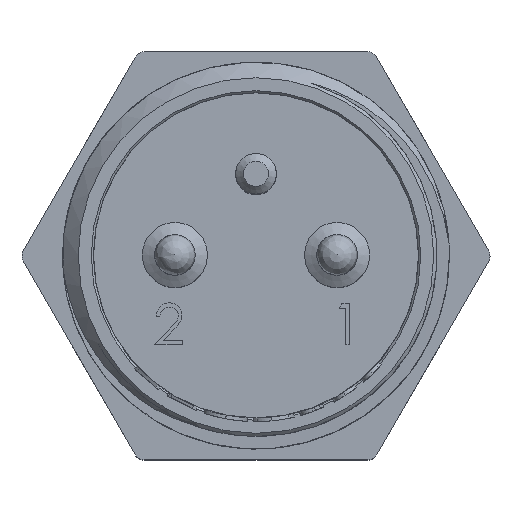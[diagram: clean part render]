
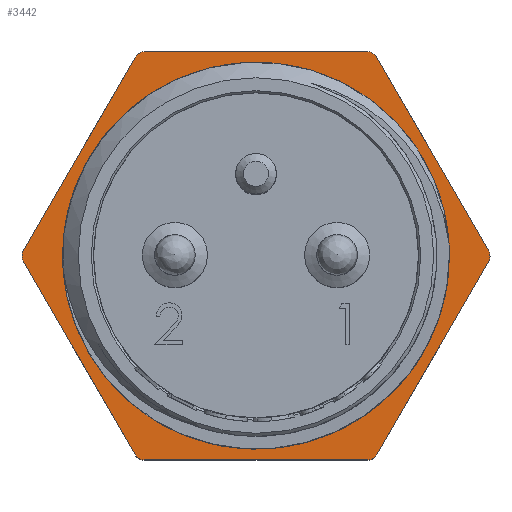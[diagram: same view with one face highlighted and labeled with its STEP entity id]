
A CAD part, top view. The second image highlights one B-rep face of the part: STEP entity #3442.
In plain terms, the highlighted planar face has unit normal (0, 0, 1).
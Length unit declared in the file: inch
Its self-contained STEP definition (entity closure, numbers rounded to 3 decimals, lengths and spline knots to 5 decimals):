
#112=LINE($,#5207,#289);
#114=LINE($,#5211,#291);
#117=LINE($,#5217,#294);
#120=LINE($,#5223,#297);
#123=LINE($,#5229,#300);
#125=LINE($,#5234,#302);
#289=VECTOR($,#4178,0.43013);
#291=VECTOR($,#4182,0.43013);
#294=VECTOR($,#4187,0.43013);
#297=VECTOR($,#4192,0.43013);
#300=VECTOR($,#4197,0.43013);
#302=VECTOR($,#4201,0.43013);
#709=PLANE($,#3753);
#865=FACE_BOUND($,#1254,.T.);
#970=FACE_OUTER_BOUND($,#1253,.T.);
#1253=EDGE_LOOP($,(#2590,#2591,#2592,#2593,#2594,#2595,#2596,#2597,#2598,
#2599,#2600,#2601));
#1254=EDGE_LOOP($,(#2602));
#1450=CIRCLE($,#3636,0.02);
#1472=CIRCLE($,#3669,0.363);
#1508=CIRCLE($,#3754,0.02);
#1509=CIRCLE($,#3755,0.02);
#1510=CIRCLE($,#3756,0.02);
#1511=CIRCLE($,#3757,0.02);
#1512=CIRCLE($,#3758,0.02);
#1587=VERTEX_POINT($,#4747);
#1588=VERTEX_POINT($,#4749);
#1610=VERTEX_POINT($,#4805);
#1675=VERTEX_POINT($,#5206);
#1676=VERTEX_POINT($,#5210);
#1677=VERTEX_POINT($,#5214);
#1678=VERTEX_POINT($,#5216);
#1679=VERTEX_POINT($,#5220);
#1680=VERTEX_POINT($,#5222);
#1681=VERTEX_POINT($,#5226);
#1682=VERTEX_POINT($,#5228);
#1683=VERTEX_POINT($,#5232);
#1684=VERTEX_POINT($,#5233);
#1937=EDGE_CURVE($,#1588,#1587,#1450,.T.);
#1960=EDGE_CURVE($,#1610,#1610,#1472,.T.);
#2030=EDGE_CURVE($,#1587,#1675,#112,.T.);
#2032=EDGE_CURVE($,#1676,#1588,#114,.T.);
#2035=EDGE_CURVE($,#1678,#1677,#117,.T.);
#2038=EDGE_CURVE($,#1680,#1679,#120,.T.);
#2041=EDGE_CURVE($,#1682,#1681,#123,.T.);
#2043=EDGE_CURVE($,#1683,#1684,#125,.T.);
#2046=EDGE_CURVE($,#1675,#1683,#1508,.T.);
#2047=EDGE_CURVE($,#1684,#1682,#1509,.T.);
#2048=EDGE_CURVE($,#1681,#1680,#1510,.T.);
#2049=EDGE_CURVE($,#1679,#1678,#1511,.T.);
#2050=EDGE_CURVE($,#1677,#1676,#1512,.T.);
#2590=ORIENTED_EDGE($,*,*,#2032,.T.);
#2591=ORIENTED_EDGE($,*,*,#1937,.T.);
#2592=ORIENTED_EDGE($,*,*,#2030,.T.);
#2593=ORIENTED_EDGE($,*,*,#2046,.T.);
#2594=ORIENTED_EDGE($,*,*,#2043,.T.);
#2595=ORIENTED_EDGE($,*,*,#2047,.T.);
#2596=ORIENTED_EDGE($,*,*,#2041,.T.);
#2597=ORIENTED_EDGE($,*,*,#2048,.T.);
#2598=ORIENTED_EDGE($,*,*,#2038,.T.);
#2599=ORIENTED_EDGE($,*,*,#2049,.T.);
#2600=ORIENTED_EDGE($,*,*,#2035,.T.);
#2601=ORIENTED_EDGE($,*,*,#2050,.T.);
#2602=ORIENTED_EDGE($,*,*,#1960,.T.);
#3442=ADVANCED_FACE($,(#970,#865),#709,.T.);
#3636=AXIS2_PLACEMENT_3D($,#4750,#3967,#3968);
#3669=AXIS2_PLACEMENT_3D($,#4806,#4034,#4035);
#3753=AXIS2_PLACEMENT_3D($,#5244,#4218,#4219);
#3754=AXIS2_PLACEMENT_3D($,#5245,#4220,#4221);
#3755=AXIS2_PLACEMENT_3D($,#5246,#4222,#4223);
#3756=AXIS2_PLACEMENT_3D($,#5247,#4224,#4225);
#3757=AXIS2_PLACEMENT_3D($,#5248,#4226,#4227);
#3758=AXIS2_PLACEMENT_3D($,#5249,#4228,#4229);
#3967=DIRECTION('center_axis',(0.,0.,1.));
#3968=DIRECTION('ref_axis',(1.,0.,0.));
#4034=DIRECTION('center_axis',(0.,0.,-1.));
#4035=DIRECTION('ref_axis',(1.,0.,0.));
#4178=DIRECTION($,(-0.5,0.866,0.));
#4182=DIRECTION($,(0.5,0.866,0.));
#4187=DIRECTION($,(1.,0.,0.));
#4192=DIRECTION($,(0.5,-0.866,0.));
#4197=DIRECTION($,(-0.5,-0.866,0.));
#4201=DIRECTION($,(-1.,0.,0.));
#4218=DIRECTION('center_axis',(0.,0.,1.));
#4219=DIRECTION('ref_axis',(1.,0.,0.));
#4220=DIRECTION('center_axis',(0.,0.,1.));
#4221=DIRECTION('ref_axis',(1.,0.,0.));
#4222=DIRECTION('center_axis',(0.,0.,1.));
#4223=DIRECTION('ref_axis',(1.,0.,0.));
#4224=DIRECTION('center_axis',(0.,0.,1.));
#4225=DIRECTION('ref_axis',(1.,0.,0.));
#4226=DIRECTION('center_axis',(0.,0.,1.));
#4227=DIRECTION('ref_axis',(1.,0.,0.));
#4228=DIRECTION('center_axis',(0.,0.,1.));
#4229=DIRECTION('ref_axis',(1.,0.,0.));
#4747=CARTESIAN_POINT('',(0.44745,0.01,-0.40469));
#4749=CARTESIAN_POINT('',(0.44745,-0.01,-0.40469));
#4750=CARTESIAN_POINT('Origin',(0.43013,0.,
-0.40469));
#4805=CARTESIAN_POINT('',(0.363,0.,-0.40469));
#4806=CARTESIAN_POINT('Origin',(0.,0.,
-0.40469));
#5206=CARTESIAN_POINT('',(0.23238,0.3825,-0.40469));
#5207=CARTESIAN_POINT($,(0.45322,0.,-0.40469));
#5210=CARTESIAN_POINT('',(0.23238,-0.3825,-0.40469));
#5211=CARTESIAN_POINT($,(0.22661,-0.3925,-0.40469));
#5214=CARTESIAN_POINT('',(0.21506,-0.3925,-0.40469));
#5216=CARTESIAN_POINT('',(-0.21506,-0.3925,-0.40469));
#5217=CARTESIAN_POINT($,(-0.22661,-0.3925,-0.40469));
#5220=CARTESIAN_POINT('',(-0.23238,-0.3825,-0.40469));
#5222=CARTESIAN_POINT('',(-0.44745,-0.01,-0.40469));
#5223=CARTESIAN_POINT($,(-0.45322,0.,-0.40469));
#5226=CARTESIAN_POINT('',(-0.44745,0.01,-0.40469));
#5228=CARTESIAN_POINT('',(-0.23238,0.3825,-0.40469));
#5229=CARTESIAN_POINT($,(-0.22661,0.3925,-0.40469));
#5232=CARTESIAN_POINT('',(0.21506,0.3925,-0.40469));
#5233=CARTESIAN_POINT('',(-0.21506,0.3925,-0.40469));
#5234=CARTESIAN_POINT($,(0.22661,0.3925,-0.40469));
#5244=CARTESIAN_POINT('Origin',(0.,0.,-0.40469));
#5245=CARTESIAN_POINT('Origin',(0.21506,0.3725,-0.40469));
#5246=CARTESIAN_POINT('Origin',(-0.21506,0.3725,-0.40469));
#5247=CARTESIAN_POINT('Origin',(-0.43013,0.,
-0.40469));
#5248=CARTESIAN_POINT('Origin',(-0.21506,-0.3725,-0.40469));
#5249=CARTESIAN_POINT('Origin',(0.21506,-0.3725,-0.40469));
